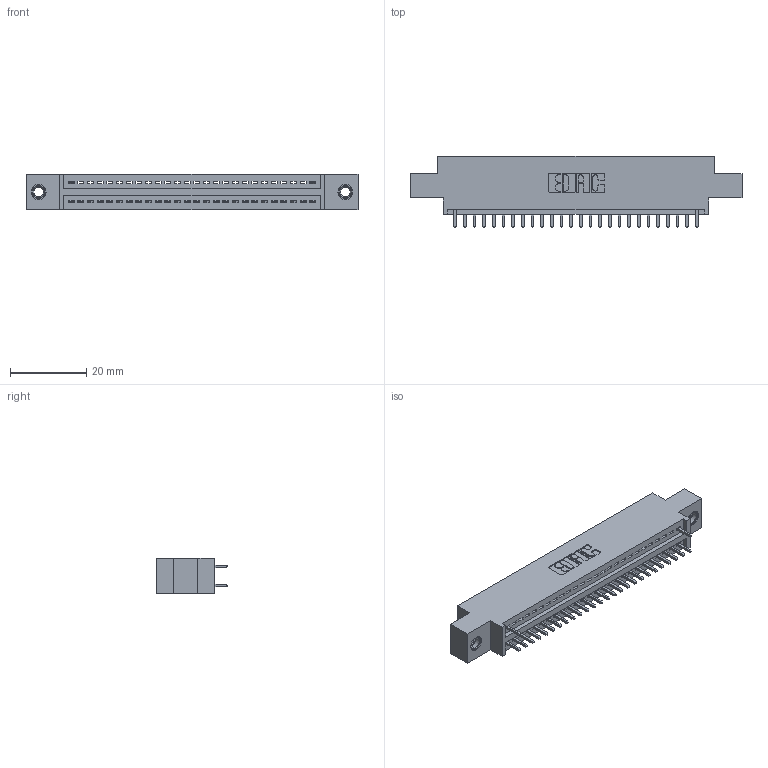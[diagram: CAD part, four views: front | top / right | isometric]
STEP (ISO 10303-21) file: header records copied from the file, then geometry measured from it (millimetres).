
FILE_DESCRIPTION (( 'STEP AP203' ), '1' );
FILE_NAME ('345-052-521-807.STEP', '2018-09-22T20:28:01', ( '' ), ( '' ), 'SwSTEP 2.0', 'SolidWorks 2016', '' );
FILE_SCHEMA (( 'CONFIG_CONTROL_DESIGN' ));
Length unit declared in the file: inch
Products named in the file (4): 345 Part_0.170 Offset - 0.156 Dia-TI; 345-292-001_345-293-121; 345-250-001_345-250-005-103; 345-052-521-807
Assembly tree (31 placements, depth 2):
  345-052-521-807
    345 Part_0.170 Offset - 0.156 Dia-TI
    345-292-001_345-293-121  x28
    345-250-001_345-250-005-103  x2
Bounding box: 87.25 x 18.72 x 9.4 mm (x, y, z)
Volume: 7972.3 mm3; surface area: 10346.1 mm2
Topology: 31 solids, 31 shells, 1782 faces, 5309 edges, 3494 vertices
Faces by surface type: plane 1208, cylinder 558, cone 12, torus 4
Entity records: 23122 total; most frequent: CARTESIAN_POINT 3979, ORIENTED_EDGE 3930, DIRECTION 3527, EDGE_CURVE 1965, VECTOR 1709, LINE 1709, VERTEX_POINT 1304, AXIS2_PLACEMENT_3D 909
